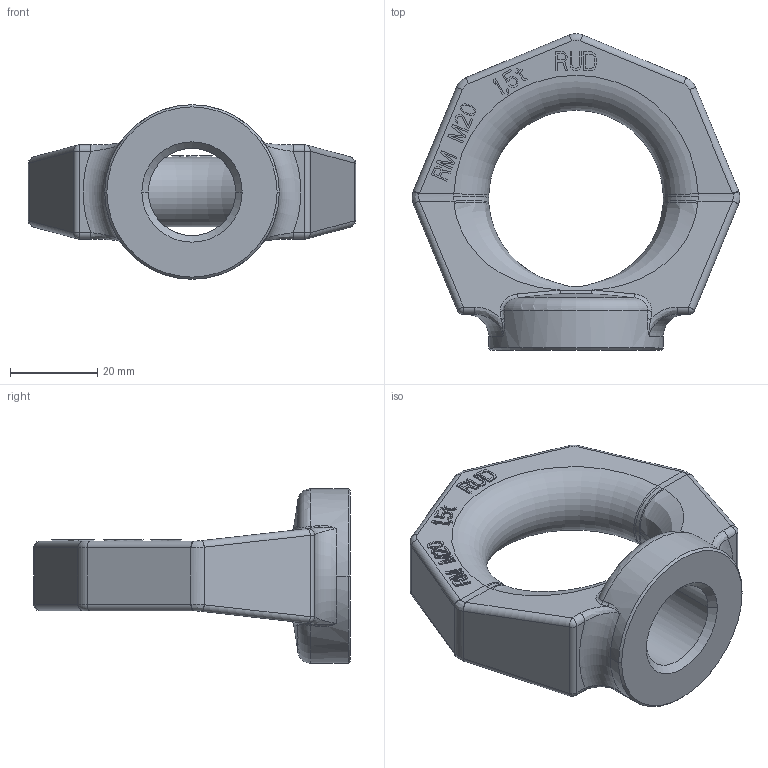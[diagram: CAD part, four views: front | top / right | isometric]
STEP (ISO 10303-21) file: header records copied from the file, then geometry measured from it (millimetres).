
FILE_DESCRIPTION((''),'2;1');
FILE_NAME('001-M31320-P-2','2004-10-07T',('Leichs'),(''),'PRO/ENGINEER BY PARAMETRIC TECHNOLOGY CORPORATION, 2001400','PRO/ENGINEER BY PARAMETRIC TECHNOLOGY CORPORATION, 2001400','');
FILE_SCHEMA(('CONFIG_CONTROL_DESIGN'));
Length unit declared in the file: millimetre
Products named in the file (1): 001-M31320-P-2
Bounding box: 75.11 x 72.54 x 40 mm (x, y, z)
Volume: 48156.9 mm3; surface area: 12539.5 mm2
Topology: 1 solids, 1 shells, 405 faces, 1092 edges, 702 vertices
Faces by surface type: plane 303, bspline 44, cylinder 33, torus 15, cone 6, sphere 4
Entity records: 14778 total; most frequent: CARTESIAN_POINT 4889, ORIENTED_EDGE 2184, DIRECTION 1816, EDGE_CURVE 1092, VECTOR 878, LINE 878, VERTEX_POINT 702, AXIS2_PLACEMENT_3D 469
